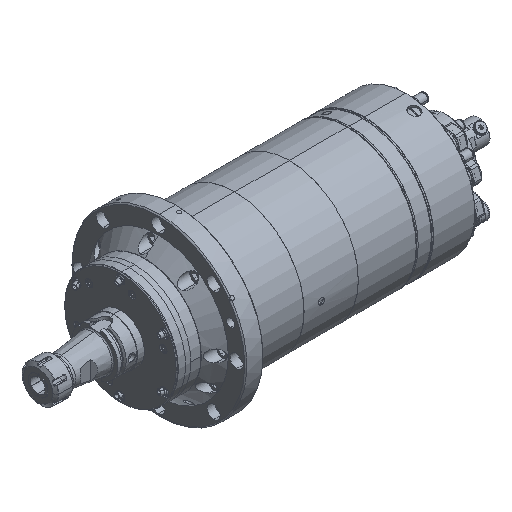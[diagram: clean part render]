
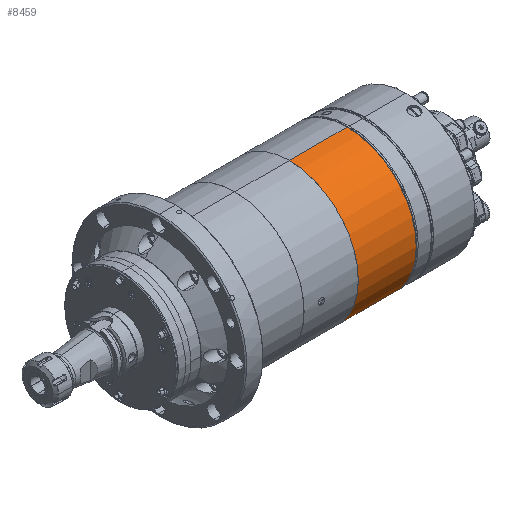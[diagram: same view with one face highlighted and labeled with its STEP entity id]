
A CAD part, isometric view. The second image highlights one B-rep face of the part: STEP entity #8459.
In plain terms, the highlighted cylindrical face has radius 94.85 mm (diameter 189.7 mm), a partial arc.
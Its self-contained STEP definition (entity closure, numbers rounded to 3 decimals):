
#1063 = VECTOR ( 'NONE', #1790, 1000. ) ;
#1790 = DIRECTION ( 'NONE',  ( -1., 0., 0. ) ) ;
#2813 = CARTESIAN_POINT ( 'NONE',  ( 320., 0., 0. ) ) ;
#6434 = ORIENTED_EDGE ( 'NONE', *, *, #58681, .F. ) ;
#8459 = ADVANCED_FACE ( 'NONE', ( #47597 ), #56163, .T. ) ;
#14923 = EDGE_LOOP ( 'NONE', ( #52261, #23346, #55282, #6434 ) ) ;
#18015 = VERTEX_POINT ( 'NONE', #28255 ) ;
#22971 = DIRECTION ( 'NONE',  ( -1., 0., 0. ) ) ;
#23346 = ORIENTED_EDGE ( 'NONE', *, *, #51997, .T. ) ;
#23622 = AXIS2_PLACEMENT_3D ( 'NONE', #2813, #26035, #46027 ) ;
#26035 = DIRECTION ( 'NONE',  ( -1., 0., 0. ) ) ;
#28255 = CARTESIAN_POINT ( 'NONE',  ( 240.5, 0., 94.85 ) ) ;
#29422 = AXIS2_PLACEMENT_3D ( 'NONE', #62573, #31629, #37525 ) ;
#30423 = VERTEX_POINT ( 'NONE', #39897 ) ;
#31629 = DIRECTION ( 'NONE',  ( -1., 0., 0. ) ) ;
#32499 = VECTOR ( 'NONE', #33987, 1000. ) ;
#32539 = AXIS2_PLACEMENT_3D ( 'NONE', #38589, #22971, #48082 ) ;
#33344 = EDGE_CURVE ( 'NONE', #30423, #18015, #46915, .T. ) ;
#33987 = DIRECTION ( 'NONE',  ( -1., 0., 0. ) ) ;
#35565 = VERTEX_POINT ( 'NONE', #44747 ) ;
#37525 = DIRECTION ( 'NONE',  ( 0., 0., 1. ) ) ;
#38153 = LINE ( 'NONE', #39004, #32499 ) ;
#38589 = CARTESIAN_POINT ( 'NONE',  ( 10.022, 0., 0. ) ) ;
#39004 = CARTESIAN_POINT ( 'NONE',  ( 10.022, 0., -94.85 ) ) ;
#39166 = CARTESIAN_POINT ( 'NONE',  ( 320., 0., -94.85 ) ) ;
#39897 = CARTESIAN_POINT ( 'NONE',  ( 320., 0., 94.85 ) ) ;
#43147 = CARTESIAN_POINT ( 'NONE',  ( 10.022, 0., 94.85 ) ) ;
#44747 = CARTESIAN_POINT ( 'NONE',  ( 240.5, 0., -94.85 ) ) ;
#46027 = DIRECTION ( 'NONE',  ( 0., 0., 1. ) ) ;
#46915 = LINE ( 'NONE', #43147, #1063 ) ;
#47597 = FACE_OUTER_BOUND ( 'NONE', #14923, .T. ) ;
#48082 = DIRECTION ( 'NONE',  ( 0., 0., 1. ) ) ;
#49554 = CIRCLE ( 'NONE', #23622, 94.85 ) ;
#51521 = EDGE_CURVE ( 'NONE', #56700, #35565, #38153, .T. ) ;
#51997 = EDGE_CURVE ( 'NONE', #56700, #30423, #49554, .T. ) ;
#52261 = ORIENTED_EDGE ( 'NONE', *, *, #51521, .F. ) ;
#52296 = CIRCLE ( 'NONE', #29422, 94.85 ) ;
#55282 = ORIENTED_EDGE ( 'NONE', *, *, #33344, .T. ) ;
#56163 = CYLINDRICAL_SURFACE ( 'NONE', #32539, 94.85 ) ;
#56700 = VERTEX_POINT ( 'NONE', #39166 ) ;
#58681 = EDGE_CURVE ( 'NONE', #35565, #18015, #52296, .T. ) ;
#62573 = CARTESIAN_POINT ( 'NONE',  ( 240.5, 0., 0. ) ) ;
